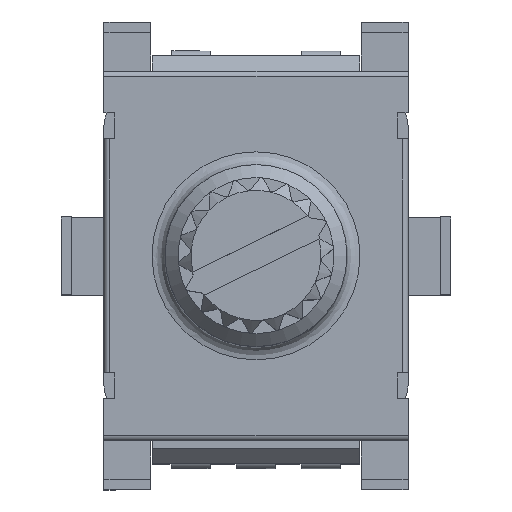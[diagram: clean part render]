
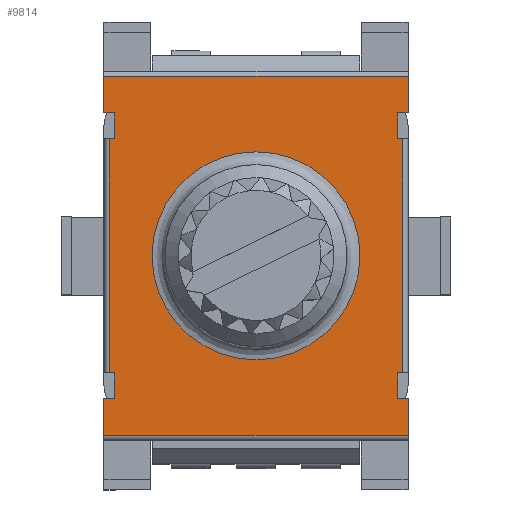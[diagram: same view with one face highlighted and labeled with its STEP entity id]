
A CAD part, top view. The second image highlights one B-rep face of the part: STEP entity #9814.
In plain terms, the highlighted planar face has unit normal (0, 0, 1).
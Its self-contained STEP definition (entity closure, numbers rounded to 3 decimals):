
#5244=CARTESIAN_POINT('',(7.433,-8.322,4.9));
#5245=VERTEX_POINT('',#5244);
#5253=CARTESIAN_POINT('',(7.233,-8.322,4.9));
#5254=VERTEX_POINT('',#5253);
#5255=CARTESIAN_POINT('',(7.233,-8.322,4.9));
#5256=DIRECTION('',(1.0,0.0,0.0));
#5257=VECTOR('',#5256,0.2);
#5258=LINE('',#5255,#5257);
#5259=EDGE_CURVE('',#5254,#5245,#5258,.T.);
#5356=CARTESIAN_POINT('',(7.233,0.678,4.9));
#5357=VERTEX_POINT('',#5356);
#5364=CARTESIAN_POINT('',(7.433,0.678,4.9));
#5365=VERTEX_POINT('',#5364);
#5366=CARTESIAN_POINT('',(7.433,0.678,4.9));
#5367=DIRECTION('',(-1.0,0.0,0.0));
#5368=VECTOR('',#5367,0.2);
#5369=LINE('',#5366,#5368);
#5370=EDGE_CURVE('',#5365,#5357,#5369,.T.);
#5750=CARTESIAN_POINT('',(-3.867,0.678,4.9));
#5751=VERTEX_POINT('',#5750);
#5759=CARTESIAN_POINT('',(-3.667,0.678,4.9));
#5760=VERTEX_POINT('',#5759);
#5761=CARTESIAN_POINT('',(-3.667,0.678,4.9));
#5762=DIRECTION('',(-1.0,0.0,0.0));
#5763=VECTOR('',#5762,0.2);
#5764=LINE('',#5761,#5763);
#5765=EDGE_CURVE('',#5760,#5751,#5764,.T.);
#5831=CARTESIAN_POINT('',(-3.667,-8.322,4.9));
#5832=VERTEX_POINT('',#5831);
#5839=CARTESIAN_POINT('',(-3.867,-8.322,4.9));
#5840=VERTEX_POINT('',#5839);
#5841=CARTESIAN_POINT('',(-3.867,-8.322,4.9));
#5842=DIRECTION('',(1.0,0.0,0.0));
#5843=VECTOR('',#5842,0.2);
#5844=LINE('',#5841,#5843);
#5845=EDGE_CURVE('',#5840,#5832,#5844,.T.);
#6221=CARTESIAN_POINT('',(-4.067,-10.722,4.9));
#6222=VERTEX_POINT('',#6221);
#6240=CARTESIAN_POINT('',(7.633,-10.722,4.9));
#6241=VERTEX_POINT('',#6240);
#6249=CARTESIAN_POINT('',(7.633,-10.722,4.9));
#6250=DIRECTION('',(-1.0,0.0,0.0));
#6251=VECTOR('',#6250,11.7);
#6252=LINE('',#6249,#6251);
#6253=EDGE_CURVE('',#6241,#6222,#6252,.T.);
#6264=CARTESIAN_POINT('',(-4.067,-9.322,4.9));
#6265=VERTEX_POINT('',#6264);
#6266=CARTESIAN_POINT('',(-4.067,-10.722,4.9));
#6267=DIRECTION('',(0.0,1.0,0.0));
#6268=VECTOR('',#6267,1.4);
#6269=LINE('',#6266,#6268);
#6270=EDGE_CURVE('',#6222,#6265,#6269,.T.);
#6366=CARTESIAN_POINT('',(7.433,0.678,4.9));
#6367=DIRECTION('',(0.0,-1.0,0.0));
#6368=VECTOR('',#6367,9.);
#6369=LINE('',#6366,#6368);
#6370=EDGE_CURVE('',#5365,#5245,#6369,.T.);
#6388=CARTESIAN_POINT('',(-3.867,-8.322,4.9));
#6389=DIRECTION('',(0.0,1.0,0.0));
#6390=VECTOR('',#6389,9.);
#6391=LINE('',#6388,#6390);
#6392=EDGE_CURVE('',#5840,#5751,#6391,.T.);
#6403=CARTESIAN_POINT('',(7.633,3.078,4.9));
#6404=VERTEX_POINT('',#6403);
#6422=CARTESIAN_POINT('',(-4.067,3.078,4.9));
#6423=VERTEX_POINT('',#6422);
#6431=CARTESIAN_POINT('',(-4.067,3.078,4.9));
#6432=DIRECTION('',(1.0,0.0,0.0));
#6433=VECTOR('',#6432,11.7);
#6434=LINE('',#6431,#6433);
#6435=EDGE_CURVE('',#6423,#6404,#6434,.T.);
#6509=CARTESIAN_POINT('',(7.633,1.678,4.9));
#6510=VERTEX_POINT('',#6509);
#6511=CARTESIAN_POINT('',(7.633,3.078,4.9));
#6512=DIRECTION('',(0.0,-1.0,0.0));
#6513=VECTOR('',#6512,1.4);
#6514=LINE('',#6511,#6513);
#6515=EDGE_CURVE('',#6404,#6510,#6514,.T.);
#6703=CARTESIAN_POINT('',(7.633,-9.322,4.9));
#6704=VERTEX_POINT('',#6703);
#6711=CARTESIAN_POINT('',(7.633,-9.322,4.9));
#6712=DIRECTION('',(0.0,-1.0,0.0));
#6713=VECTOR('',#6712,1.4);
#6714=LINE('',#6711,#6713);
#6715=EDGE_CURVE('',#6704,#6241,#6714,.T.);
#6947=CARTESIAN_POINT('',(-4.067,1.678,4.9));
#6948=VERTEX_POINT('',#6947);
#6955=CARTESIAN_POINT('',(-4.067,1.678,4.9));
#6956=DIRECTION('',(0.0,1.0,0.0));
#6957=VECTOR('',#6956,1.4);
#6958=LINE('',#6955,#6957);
#6959=EDGE_CURVE('',#6948,#6423,#6958,.T.);
#7698=CARTESIAN_POINT('',(7.233,1.678,4.9));
#7699=VERTEX_POINT('',#7698);
#7700=CARTESIAN_POINT('',(7.233,0.678,4.9));
#7701=DIRECTION('',(0.0,1.0,0.0));
#7702=VECTOR('',#7701,1.);
#7703=LINE('',#7700,#7702);
#7704=EDGE_CURVE('',#5357,#7699,#7703,.T.);
#7729=CARTESIAN_POINT('',(7.233,1.678,4.9));
#7730=DIRECTION('',(1.0,0.0,0.0));
#7731=VECTOR('',#7730,0.4);
#7732=LINE('',#7729,#7731);
#7733=EDGE_CURVE('',#7699,#6510,#7732,.T.);
#7752=CARTESIAN_POINT('',(-3.667,1.678,4.9));
#7753=VERTEX_POINT('',#7752);
#7754=CARTESIAN_POINT('',(-4.067,1.678,4.9));
#7755=DIRECTION('',(1.0,0.0,0.0));
#7756=VECTOR('',#7755,0.4);
#7757=LINE('',#7754,#7756);
#7758=EDGE_CURVE('',#6948,#7753,#7757,.T.);
#7784=CARTESIAN_POINT('',(-3.667,1.678,4.9));
#7785=DIRECTION('',(0.0,-1.0,0.0));
#7786=VECTOR('',#7785,1.);
#7787=LINE('',#7784,#7786);
#7788=EDGE_CURVE('',#7753,#5760,#7787,.T.);
#7806=CARTESIAN_POINT('',(-3.667,-9.322,4.9));
#7807=VERTEX_POINT('',#7806);
#7808=CARTESIAN_POINT('',(-3.667,-8.322,4.9));
#7809=DIRECTION('',(0.0,-1.0,0.0));
#7810=VECTOR('',#7809,1.);
#7811=LINE('',#7808,#7810);
#7812=EDGE_CURVE('',#5832,#7807,#7811,.T.);
#7837=CARTESIAN_POINT('',(-3.667,-9.322,4.9));
#7838=DIRECTION('',(-1.0,0.0,0.0));
#7839=VECTOR('',#7838,0.4);
#7840=LINE('',#7837,#7839);
#7841=EDGE_CURVE('',#7807,#6265,#7840,.T.);
#7860=CARTESIAN_POINT('',(7.233,-9.322,4.9));
#7861=VERTEX_POINT('',#7860);
#7862=CARTESIAN_POINT('',(7.633,-9.322,4.9));
#7863=DIRECTION('',(-1.0,0.0,0.0));
#7864=VECTOR('',#7863,0.4);
#7865=LINE('',#7862,#7864);
#7866=EDGE_CURVE('',#6704,#7861,#7865,.T.);
#7892=CARTESIAN_POINT('',(7.233,-9.322,4.9));
#7893=DIRECTION('',(0.0,1.0,0.0));
#7894=VECTOR('',#7893,1.0);
#7895=LINE('',#7892,#7894);
#7896=EDGE_CURVE('',#7861,#5254,#7895,.T.);
#9776=CARTESIAN_POINT('',(1.783,-3.822,4.9));
#9777=DIRECTION('',(0.0,0.0,1.0));
#9778=DIRECTION('',(-1.0,0.0,0.0));
#9779=AXIS2_PLACEMENT_3D('',#9776,#9777,#9778);
#9780=PLANE('',#9779);
#9781=ORIENTED_EDGE('',*,*,#6370,.F.);
#9782=ORIENTED_EDGE('',*,*,#5370,.T.);
#9783=ORIENTED_EDGE('',*,*,#7704,.T.);
#9784=ORIENTED_EDGE('',*,*,#7733,.T.);
#9785=ORIENTED_EDGE('',*,*,#6515,.F.);
#9786=ORIENTED_EDGE('',*,*,#6435,.F.);
#9787=ORIENTED_EDGE('',*,*,#6959,.F.);
#9788=ORIENTED_EDGE('',*,*,#7758,.T.);
#9789=ORIENTED_EDGE('',*,*,#7788,.T.);
#9790=ORIENTED_EDGE('',*,*,#5765,.T.);
#9791=ORIENTED_EDGE('',*,*,#6392,.F.);
#9792=ORIENTED_EDGE('',*,*,#5845,.T.);
#9793=ORIENTED_EDGE('',*,*,#7812,.T.);
#9794=ORIENTED_EDGE('',*,*,#7841,.T.);
#9795=ORIENTED_EDGE('',*,*,#6270,.F.);
#9796=ORIENTED_EDGE('',*,*,#6253,.F.);
#9797=ORIENTED_EDGE('',*,*,#6715,.F.);
#9798=ORIENTED_EDGE('',*,*,#7866,.T.);
#9799=ORIENTED_EDGE('',*,*,#7896,.T.);
#9800=ORIENTED_EDGE('',*,*,#5259,.T.);
#9801=EDGE_LOOP('',(#9781,#9782,#9783,#9784,#9785,#9786,#9787,#9788,#9789,#9790,#9791,#9792,#9793,#9794,#9795,#9796,#9797,#9798,#9799,#9800));
#9802=FACE_OUTER_BOUND('',#9801,.T.);
#9803=CARTESIAN_POINT('',(-2.217,-3.822,4.9));
#9804=VERTEX_POINT('',#9803);
#9805=CARTESIAN_POINT('',(1.783,-3.822,4.9));
#9806=DIRECTION('',(0.0,0.0,1.0));
#9807=DIRECTION('',(1.0,0.0,0.0));
#9808=AXIS2_PLACEMENT_3D('',#9805,#9806,#9807);
#9809=CIRCLE('',#9808,4.0);
#9810=EDGE_CURVE('',#9804,#9804,#9809,.T.);
#9811=ORIENTED_EDGE('',*,*,#9810,.F.);
#9812=EDGE_LOOP('',(#9811));
#9813=FACE_BOUND('',#9812,.T.);
#9814=ADVANCED_FACE('',(#9802,#9813),#9780,.T.);
